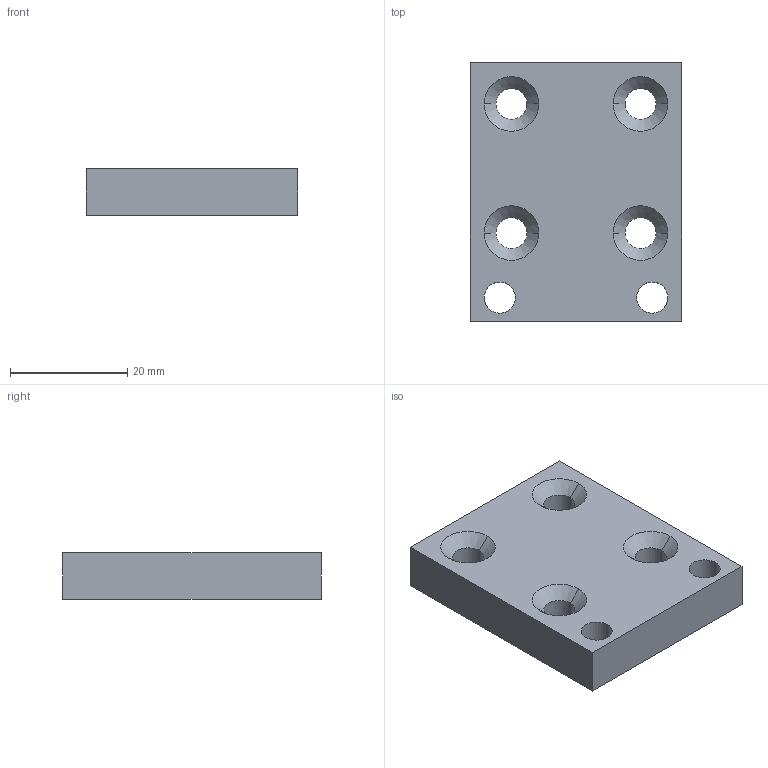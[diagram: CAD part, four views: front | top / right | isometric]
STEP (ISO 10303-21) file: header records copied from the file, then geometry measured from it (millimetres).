
FILE_DESCRIPTION (( 'STEP AP214' ), '1' );
FILE_NAME ('5-EmbaseVérin1.STEP', '2022-08-15T18:49:49', ( '' ), ( '' ), 'SwSTEP 2.0', 'SolidWorks 2019', '' );
FILE_SCHEMA (( 'AUTOMOTIVE_DESIGN' ));
Length unit declared in the file: millimetre
Products named in the file (1): 5-EmbaseVérin1
Bounding box: 36 x 44 x 8 mm (x, y, z)
Volume: 11446.3 mm3; surface area: 4925.3 mm2
Topology: 1 solids, 1 shells, 26 faces, 64 edges, 40 vertices
Faces by surface type: cylinder 12, cone 8, plane 6
Entity records: 834 total; most frequent: DIRECTION 150, CARTESIAN_POINT 131, ORIENTED_EDGE 128, EDGE_CURVE 64, AXIS2_PLACEMENT_3D 59, VERTEX_POINT 40, EDGE_LOOP 38, CIRCLE 32
